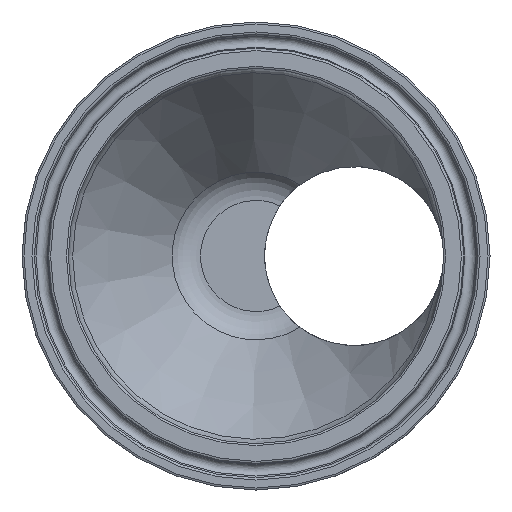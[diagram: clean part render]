
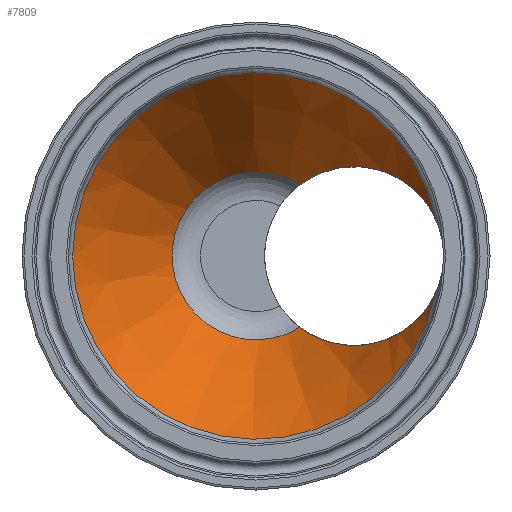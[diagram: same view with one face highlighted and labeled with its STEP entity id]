
A CAD part, left-side view. The second image highlights one B-rep face of the part: STEP entity #7809.
In plain terms, the highlighted conical face has half-angle 30 degrees and reference radius 25.451 mm.
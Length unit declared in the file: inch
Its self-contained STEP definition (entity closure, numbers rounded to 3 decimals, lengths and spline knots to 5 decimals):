
#17=CONICAL_SURFACE('',#8247,1.00199,30.);
#935=FACE_OUTER_BOUND('',#1426,.T.);
#1426=EDGE_LOOP('',(#7286,#7287,#7288,#7289));
#1602=CIRCLE('',#8238,1.40151);
#1604=CIRCLE('',#8245,0.64114);
#3048=B_SPLINE_CURVE_WITH_KNOTS('',3,(#17475,#17476,#17477,#17478,#17479,
#17480,#17481,#17482,#17483,#17484,#17485,#17486,#17487,#17488,#17489,#17490,
#17491,#17492,#17493,#17494,#17495,#17496,#17497,#17498,#17499),
 .UNSPECIFIED.,.F.,.F.,(4,3,3,3,3,3,3,3,4),(1.12498,2.42213,
3.20729,3.57479,3.82741,4.5004,5.13611,
5.38616,5.56277),.UNSPECIFIED.);
#3051=B_SPLINE_CURVE_WITH_KNOTS('',3,(#17522,#17523,#17524,#17525,#17526,
#17527,#17528,#17529,#17530,#17531,#17532,#17533,#17534,#17535,#17536,#17537,
#17538,#17539,#17540,#17541,#17542,#17543,#17544,#17545,#17546),
 .UNSPECIFIED.,.F.,.F.,(4,3,3,3,3,3,3,3,4),(7.0365,7.26879,
7.46066,8.10972,8.55591,8.80838,9.04492,
10.43794,11.4743),.UNSPECIFIED.);
#3820=VERTEX_POINT('',#17456);
#3821=VERTEX_POINT('',#17465);
#3822=VERTEX_POINT('',#17474);
#3825=VERTEX_POINT('',#17511);
#4971=EDGE_CURVE('',#3822,#3821,#3048,.T.);
#4975=EDGE_CURVE('',#3820,#3825,#3051,.T.);
#4980=EDGE_CURVE('',#3820,#3821,#1602,.T.);
#4982=EDGE_CURVE('',#3822,#3825,#1604,.T.);
#7286=ORIENTED_EDGE('',*,*,#4971,.T.);
#7287=ORIENTED_EDGE('',*,*,#4980,.F.);
#7288=ORIENTED_EDGE('',*,*,#4975,.T.);
#7289=ORIENTED_EDGE('',*,*,#4982,.F.);
#7809=ADVANCED_FACE('',(#935),#17,.F.);
#8238=AXIS2_PLACEMENT_3D('',#17556,#9603,#9604);
#8245=AXIS2_PLACEMENT_3D('',#17564,#9617,#9618);
#8247=AXIS2_PLACEMENT_3D('',#17566,#9621,#9622);
#9603=DIRECTION('center_axis',(1.,0.,0.));
#9604=DIRECTION('ref_axis',(0.,1.,0.));
#9617=DIRECTION('center_axis',(-1.,0.,0.));
#9618=DIRECTION('ref_axis',(0.,1.,0.));
#9621=DIRECTION('center_axis',(-1.,0.,0.));
#9622=DIRECTION('ref_axis',(0.,-1.,0.));
#17456=CARTESIAN_POINT('',(0.55801,-1.37166,-0.28768));
#17465=CARTESIAN_POINT('',(0.55801,-1.37166,0.28768));
#17474=CARTESIAN_POINT('',(1.875,-0.33623,0.54591));
#17475=CARTESIAN_POINT('Ctrl Pts',(1.875,-0.33623,0.54591));
#17476=CARTESIAN_POINT('Ctrl Pts',(1.72168,-0.4119,
0.60326));
#17477=CARTESIAN_POINT('Ctrl Pts',(1.56873,-0.50351,
0.64746));
#17478=CARTESIAN_POINT('Ctrl Pts',(1.42295,-0.60475,
0.66942));
#17479=CARTESIAN_POINT('Ctrl Pts',(1.33471,-0.66603,
0.68272));
#17480=CARTESIAN_POINT('Ctrl Pts',(1.24906,-0.73074,
0.68793));
#17481=CARTESIAN_POINT('Ctrl Pts',(1.16722,-0.79688,
0.68339));
#17482=CARTESIAN_POINT('Ctrl Pts',(1.12891,-0.82784,
0.68127));
#17483=CARTESIAN_POINT('Ctrl Pts',(1.09143,-0.85911,
0.67701));
#17484=CARTESIAN_POINT('Ctrl Pts',(1.05488,-0.89046,0.67044));
#17485=CARTESIAN_POINT('Ctrl Pts',(1.02976,-0.91202,
0.66593));
#17486=CARTESIAN_POINT('Ctrl Pts',(1.00528,-0.93344,0.66038));
#17487=CARTESIAN_POINT('Ctrl Pts',(0.98083,-0.95522,
0.65354));
#17488=CARTESIAN_POINT('Ctrl Pts',(0.91569,-1.01326,0.63531));
#17489=CARTESIAN_POINT('Ctrl Pts',(0.84855,-1.07614,
0.60672));
#17490=CARTESIAN_POINT('Ctrl Pts',(0.78728,-1.136,
0.56589));
#17491=CARTESIAN_POINT('Ctrl Pts',(0.7294,-1.19254,0.52732));
#17492=CARTESIAN_POINT('Ctrl Pts',(0.67668,-1.24635,
0.47776));
#17493=CARTESIAN_POINT('Ctrl Pts',(0.63364,-1.29134,
0.41973));
#17494=CARTESIAN_POINT('Ctrl Pts',(0.61671,-1.30904,0.39691));
#17495=CARTESIAN_POINT('Ctrl Pts',(0.60141,-1.32522,
0.37321));
#17496=CARTESIAN_POINT('Ctrl Pts',(0.58689,-1.3407,
0.34684));
#17497=CARTESIAN_POINT('Ctrl Pts',(0.57663,-1.35163,
0.32822));
#17498=CARTESIAN_POINT('Ctrl Pts',(0.56691,-1.36206,
0.30843));
#17499=CARTESIAN_POINT('Ctrl Pts',(0.55801,-1.37166,
0.28768));
#17511=CARTESIAN_POINT('',(1.875,-0.33623,-0.54591));
#17522=CARTESIAN_POINT('Ctrl Pts',(0.55801,-1.37166,
-0.28768));
#17523=CARTESIAN_POINT('Ctrl Pts',(0.56972,-1.35903,
-0.31497));
#17524=CARTESIAN_POINT('Ctrl Pts',(0.58284,-1.34497,
-0.3406));
#17525=CARTESIAN_POINT('Ctrl Pts',(0.59674,-1.33022,
-0.3641));
#17526=CARTESIAN_POINT('Ctrl Pts',(0.60821,-1.31803,
-0.38352));
#17527=CARTESIAN_POINT('Ctrl Pts',(0.62016,-1.30543,
-0.40151));
#17528=CARTESIAN_POINT('Ctrl Pts',(0.63313,-1.29187,-0.41904));
#17529=CARTESIAN_POINT('Ctrl Pts',(0.677,-1.246,
-0.47836));
#17530=CARTESIAN_POINT('Ctrl Pts',(0.73098,-1.19092,-0.52885));
#17531=CARTESIAN_POINT('Ctrl Pts',(0.79024,-1.1331,
-0.56786));
#17532=CARTESIAN_POINT('Ctrl Pts',(0.83099,-1.09335,
-0.59467));
#17533=CARTESIAN_POINT('Ctrl Pts',(0.87421,-1.05232,
-0.6162));
#17534=CARTESIAN_POINT('Ctrl Pts',(0.91774,-1.01232,
-0.63278));
#17535=CARTESIAN_POINT('Ctrl Pts',(0.94236,-0.98969,
-0.64216));
#17536=CARTESIAN_POINT('Ctrl Pts',(0.96707,-0.96739,
-0.64998));
#17537=CARTESIAN_POINT('Ctrl Pts',(0.99141,-0.94582,
-0.65641));
#17538=CARTESIAN_POINT('Ctrl Pts',(1.01421,-0.92561,-0.66244));
#17539=CARTESIAN_POINT('Ctrl Pts',(1.0374,-0.90541,
-0.66746));
#17540=CARTESIAN_POINT('Ctrl Pts',(1.06099,-0.88523,
-0.67152));
#17541=CARTESIAN_POINT('Ctrl Pts',(1.1999,-0.76642,
-0.69545));
#17542=CARTESIAN_POINT('Ctrl Pts',(1.35237,-0.64923,-0.68632));
#17543=CARTESIAN_POINT('Ctrl Pts',(1.51168,-0.54488,
-0.65357));
#17544=CARTESIAN_POINT('Ctrl Pts',(1.63021,-0.46724,
-0.6292));
#17545=CARTESIAN_POINT('Ctrl Pts',(1.75251,-0.39668,
-0.59173));
#17546=CARTESIAN_POINT('Ctrl Pts',(1.875,-0.33623,-0.54591));
#17556=CARTESIAN_POINT('Origin',(0.55801,0.,0.));
#17564=CARTESIAN_POINT('Origin',(1.875,0.,0.));
#17566=CARTESIAN_POINT('Origin',(1.25,0.,0.));
